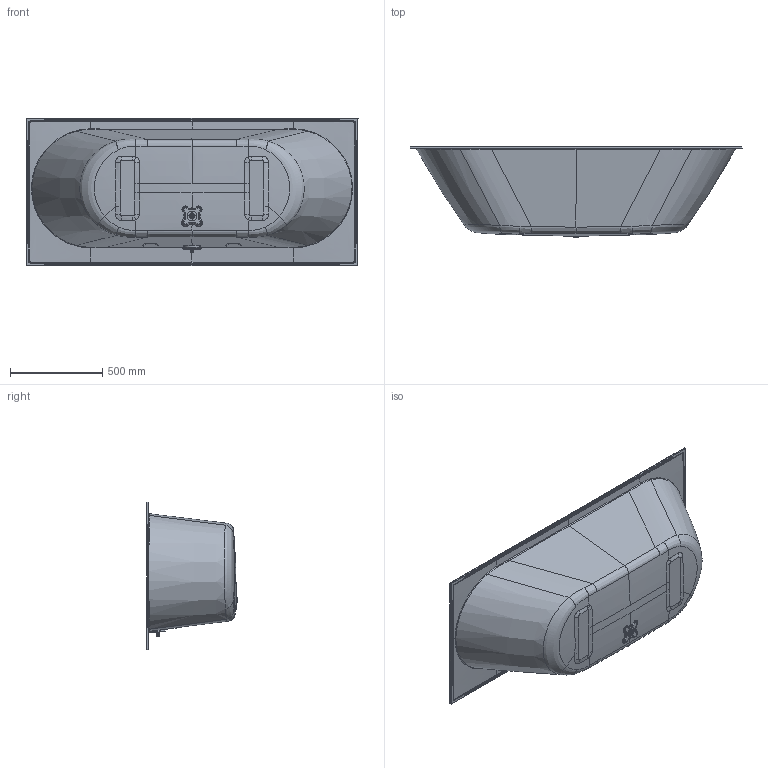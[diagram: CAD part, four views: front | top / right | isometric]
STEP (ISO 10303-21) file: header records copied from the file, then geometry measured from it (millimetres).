
FILE_DESCRIPTION((''),'2;1');
FILE_NAME('V3P1607-011_ASM','2022-07-12T09:39:05',('hegemanc'),('Villeroy & Boch Wellness bv'),'CREO PARAMETRIC BY PTC INC, 2020454','CREO PARAMETRIC BY PTC INC, 2020454','');
FILE_SCHEMA(('CONFIG_CONTROL_DESIGN'));
Products named in the file (8): V3P1607-002; V3P1607-063; V3P1607-065; UCWAS0297-62; UCWAS0298-62; V3P1607-163_ASM; V3P1607-081; V3P1607-011_ASM
Assembly tree (7 placements, depth 3):
  V3P1607-011_ASM
    V3P1607-002
    V3P1607-163_ASM
      V3P1607-063
      V3P1607-065
      UCWAS0297-62
      UCWAS0298-62
    V3P1607-081
Bounding box: 1800 x 493.23 x 800 mm (x, y, z)
Volume: 27164986.3 mm3; surface area: 5449106.4 mm2
Topology: 6 solids, 6 shells, 1203 faces, 3005 edges, 1872 vertices
Faces by surface type: bspline 356, plane 260, extrusion 253, cylinder 247, cone 43, torus 30, sphere 14
Entity records: 82726 total; most frequent: CARTESIAN_POINT 57285, ORIENTED_EDGE 6006, DIRECTION 3845, EDGE_CURVE 3003, VERTEX_POINT 1872, B_SPLINE_CURVE_WITH_KNOTS 1569, AXIS2_PLACEMENT_3D 1292, EDGE_LOOP 1283
